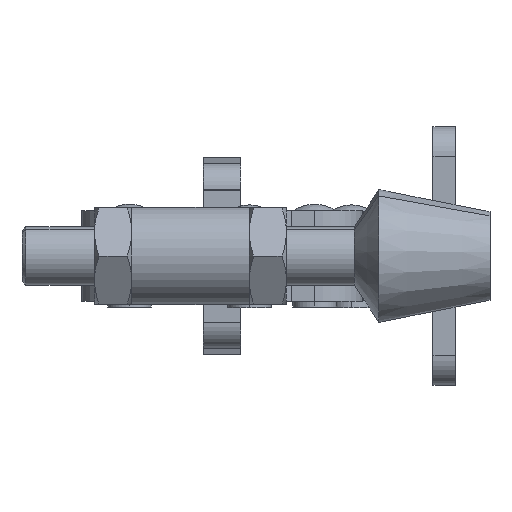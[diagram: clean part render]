
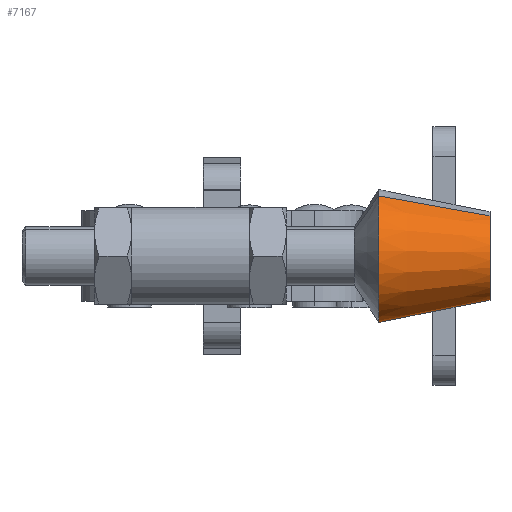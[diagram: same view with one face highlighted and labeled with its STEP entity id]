
A CAD part, left-side view. The second image highlights one B-rep face of the part: STEP entity #7167.
In plain terms, the highlighted conical face has half-angle 11.31 degrees and reference radius 6 mm.
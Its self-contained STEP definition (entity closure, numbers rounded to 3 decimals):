
#225 = DIRECTION ( 'NONE',  ( -0.084, 0.981, 0.177 ) ) ;
#252 = CONICAL_SURFACE ( 'NONE', #5160, 6., 0.197 ) ;
#361 = EDGE_CURVE ( 'NONE', #381, #7090, #2838, .T. ) ;
#381 = VERTEX_POINT ( 'NONE', #1789 ) ;
#884 = EDGE_CURVE ( 'NONE', #381, #3723, #2942, .T. ) ;
#1019 = DIRECTION ( 'NONE',  ( 0.43, 0., -0.903 ) ) ;
#1456 = ORIENTED_EDGE ( 'NONE', *, *, #361, .T. ) ;
#1682 = CARTESIAN_POINT ( 'NONE',  ( -139.006, 0., 0. ) ) ;
#1789 = CARTESIAN_POINT ( 'NONE',  ( -141.586, 0., 5.417 ) ) ;
#1849 = ORIENTED_EDGE ( 'NONE', *, *, #884, .F. ) ;
#1857 = CARTESIAN_POINT ( 'NONE',  ( -136.425, 0., -5.417 ) ) ;
#2221 = CARTESIAN_POINT ( 'NONE',  ( -136.425, 0., -5.417 ) ) ;
#2256 = DIRECTION ( 'NONE',  ( 0., -1., 0. ) ) ;
#2838 = LINE ( 'NONE', #9940, #4896 ) ;
#2875 = EDGE_LOOP ( 'NONE', ( #9849, #1849, #1456, #7886 ) ) ;
#2942 = CIRCLE ( 'NONE', #7322, 6. ) ;
#3579 = CARTESIAN_POINT ( 'NONE',  ( -139.006, 0., 0. ) ) ;
#3723 = VERTEX_POINT ( 'NONE', #2221 ) ;
#3803 = DIRECTION ( 'NONE',  ( 0., -1., 0. ) ) ;
#4124 = CIRCLE ( 'NONE', #7223, 9. ) ;
#4891 = EDGE_CURVE ( 'NONE', #7090, #7590, #4124, .T. ) ;
#4896 = VECTOR ( 'NONE', #225, 1000. ) ;
#5160 = AXIS2_PLACEMENT_3D ( 'NONE', #1682, #6265, #7083 ) ;
#6265 = DIRECTION ( 'NONE',  ( 0., 1., 0. ) ) ;
#6844 = CARTESIAN_POINT ( 'NONE',  ( -139.006, 15., 0. ) ) ;
#7028 = VECTOR ( 'NONE', #8024, 1000. ) ;
#7083 = DIRECTION ( 'NONE',  ( -0.43, 0., 0.903 ) ) ;
#7090 = VERTEX_POINT ( 'NONE', #10089 ) ;
#7167 = ADVANCED_FACE ( 'NONE', ( #9257 ), #252, .T. ) ;
#7223 = AXIS2_PLACEMENT_3D ( 'NONE', #6844, #2256, #7623 ) ;
#7322 = AXIS2_PLACEMENT_3D ( 'NONE', #3579, #3803, #1019 ) ;
#7457 = EDGE_CURVE ( 'NONE', #3723, #7590, #9119, .T. ) ;
#7590 = VERTEX_POINT ( 'NONE', #9811 ) ;
#7623 = DIRECTION ( 'NONE',  ( 0.43, 0., -0.903 ) ) ;
#7886 = ORIENTED_EDGE ( 'NONE', *, *, #4891, .T. ) ;
#8024 = DIRECTION ( 'NONE',  ( 0.084, 0.981, -0.177 ) ) ;
#9119 = LINE ( 'NONE', #1857, #7028 ) ;
#9257 = FACE_OUTER_BOUND ( 'NONE', #2875, .T. ) ;
#9811 = CARTESIAN_POINT ( 'NONE',  ( -135.134, 15., -8.125 ) ) ;
#9849 = ORIENTED_EDGE ( 'NONE', *, *, #7457, .F. ) ;
#9940 = CARTESIAN_POINT ( 'NONE',  ( -141.586, 0., 5.417 ) ) ;
#10089 = CARTESIAN_POINT ( 'NONE',  ( -142.877, 15., 8.125 ) ) ;
